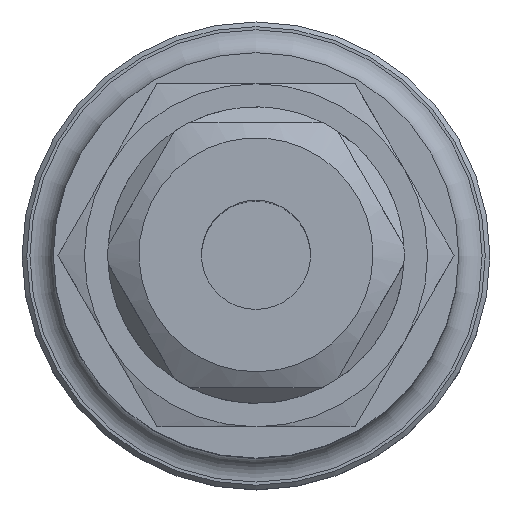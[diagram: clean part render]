
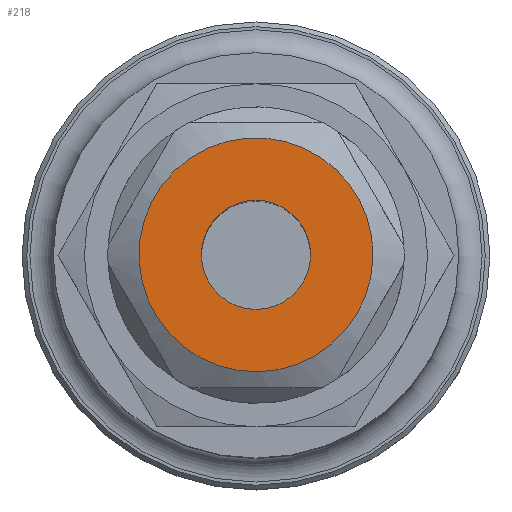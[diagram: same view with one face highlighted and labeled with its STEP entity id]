
A CAD part, top view. The second image highlights one B-rep face of the part: STEP entity #218.
In plain terms, the highlighted planar face has unit normal (0, 0, 1).
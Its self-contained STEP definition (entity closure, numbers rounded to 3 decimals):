
#71=PLANE('',#772);
#218=ADVANCED_FACE('',(#278,#279),#71,.T.);
#278=FACE_BOUND('',#336,.T.);
#279=FACE_BOUND('',#337,.T.);
#336=EDGE_LOOP('',(#452));
#337=EDGE_LOOP('',(#453));
#452=ORIENTED_EDGE('',*,*,#644,.T.);
#453=ORIENTED_EDGE('',*,*,#645,.T.);
#569=VERTEX_POINT('',#1157);
#570=VERTEX_POINT('',#1160);
#644=EDGE_CURVE('',#569,#569,#707,.T.);
#645=EDGE_CURVE('',#570,#570,#708,.T.);
#707=CIRCLE('',#769,3.5);
#708=CIRCLE('',#771,7.5);
#769=AXIS2_PLACEMENT_3D('',#1156,#919,#920);
#771=AXIS2_PLACEMENT_3D('',#1159,#923,#924);
#772=AXIS2_PLACEMENT_3D('',#1161,#925,#926);
#919=DIRECTION('',(0.,0.,-1.));
#920=DIRECTION('',(-1.,0.,0.));
#923=DIRECTION('',(0.,0.,1.));
#924=DIRECTION('',(0.866,-0.5,0.));
#925=DIRECTION('',(0.,0.,1.));
#926=DIRECTION('',(0.866,-0.5,0.));
#1156=CARTESIAN_POINT('',(0.,0.,45.));
#1157=CARTESIAN_POINT('',(-3.5,0.,45.));
#1159=CARTESIAN_POINT('',(0.,0.,45.));
#1160=CARTESIAN_POINT('',(6.495,-3.75,45.));
#1161=CARTESIAN_POINT('',(0.,0.,45.));
